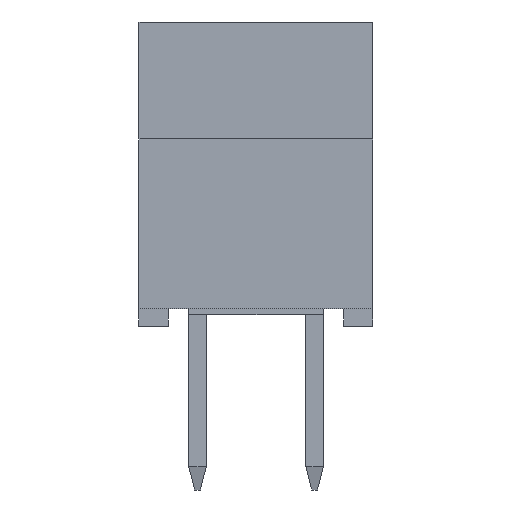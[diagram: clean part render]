
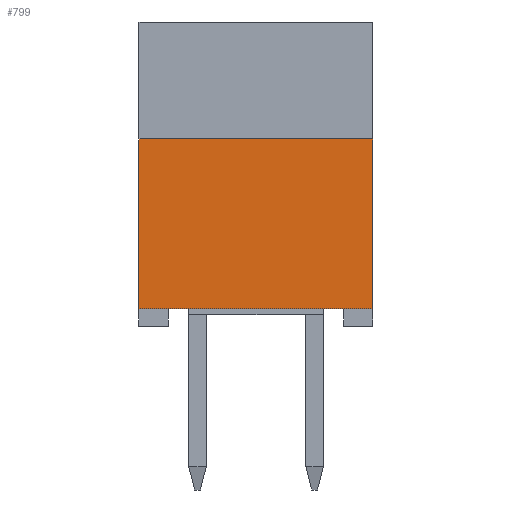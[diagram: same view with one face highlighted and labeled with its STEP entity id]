
A CAD part, left-side view. The second image highlights one B-rep face of the part: STEP entity #799.
In plain terms, the highlighted planar face has unit normal (-1, 0, 0).
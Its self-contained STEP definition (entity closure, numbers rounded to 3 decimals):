
#799 = ADVANCED_FACE( '', ( #1660 ), #1661, .T. );
#1660 = FACE_OUTER_BOUND( '', #2655, .T. );
#1661 = PLANE( '', #2656 );
#2655 = EDGE_LOOP( '', ( #4668, #4669, #4670, #4671 ) );
#2656 = AXIS2_PLACEMENT_3D( '', #4672, #4673, #4674 );
#4668 = ORIENTED_EDGE( '', *, *, #6448, .T. );
#4669 = ORIENTED_EDGE( '', *, *, #7161, .T. );
#4670 = ORIENTED_EDGE( '', *, *, #6727, .T. );
#4671 = ORIENTED_EDGE( '', *, *, #6968, .T. );
#4672 = CARTESIAN_POINT( '', ( -9.05, 0., 0. ) );
#4673 = DIRECTION( '', ( -1., 0., 0. ) );
#4674 = DIRECTION( '', ( 0., 0., 1. ) );
#6448 = EDGE_CURVE( '', #7794, #7795, #7796, .T. );
#6727 = EDGE_CURVE( '', #8274, #8275, #8276, .T. );
#6968 = EDGE_CURVE( '', #8275, #7794, #8668, .T. );
#7161 = EDGE_CURVE( '', #7795, #8274, #8950, .T. );
#7794 = VERTEX_POINT( '', #9768 );
#7795 = VERTEX_POINT( '', #9769 );
#7796 = LINE( '', #9770, #9771 );
#8274 = VERTEX_POINT( '', #10453 );
#8275 = VERTEX_POINT( '', #10454 );
#8276 = LINE( '', #10455, #10456 );
#8668 = LINE( '', #11038, #11039 );
#8950 = LINE( '', #11448, #11449 );
#9768 = CARTESIAN_POINT( '', ( -9.05, -2., -1.45 ) );
#9769 = CARTESIAN_POINT( '', ( -9.05, -2., 1.45 ) );
#9770 = CARTESIAN_POINT( '', ( -9.05, -2., -1.45 ) );
#9771 = VECTOR( '', #12340, 1000. );
#10453 = CARTESIAN_POINT( '', ( -9.05, 2., 1.45 ) );
#10454 = CARTESIAN_POINT( '', ( -9.05, 2., -1.45 ) );
#10455 = CARTESIAN_POINT( '', ( -9.05, 2., 1.45 ) );
#10456 = VECTOR( '', #12635, 1000. );
#11038 = CARTESIAN_POINT( '', ( -9.05, 2., -1.45 ) );
#11039 = VECTOR( '', #12874, 1000. );
#11448 = CARTESIAN_POINT( '', ( -9.05, -2., 1.45 ) );
#11449 = VECTOR( '', #13062, 1000. );
#12340 = DIRECTION( '', ( 0., 0., 1. ) );
#12635 = DIRECTION( '', ( 0., 0., -1. ) );
#12874 = DIRECTION( '', ( 0., -1., 0. ) );
#13062 = DIRECTION( '', ( 0., 1., 0. ) );
